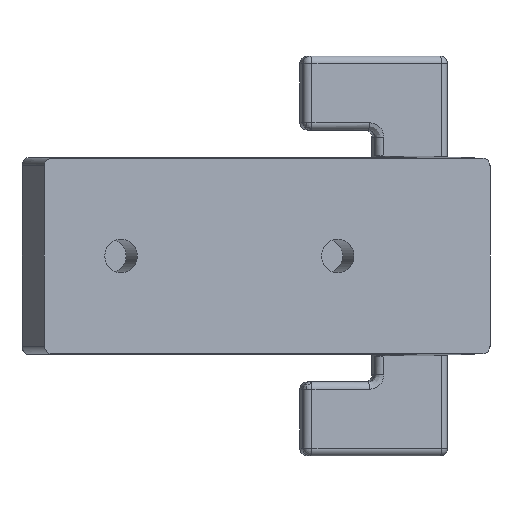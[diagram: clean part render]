
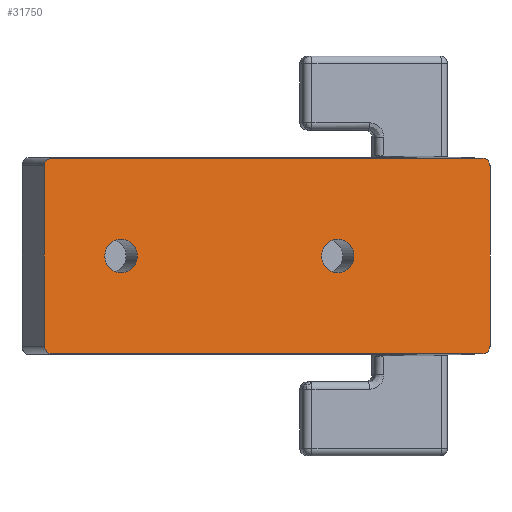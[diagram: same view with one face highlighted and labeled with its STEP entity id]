
A CAD part, front view. The second image highlights one B-rep face of the part: STEP entity #31750.
In plain terms, the highlighted face is planar.
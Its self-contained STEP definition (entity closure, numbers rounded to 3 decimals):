
#3260=CARTESIAN_POINT('',(168.296,240.194,
-56.248));
#3270=VERTEX_POINT('',#3260);
#3350=CARTESIAN_POINT('',(148.896,240.194,
-56.248));
#3360=VERTEX_POINT('',#3350);
#3390=CARTESIAN_POINT('',(148.846,240.194,
-56.248));
#3400=DIRECTION('',(-1.,0.,0.));
#3410=VECTOR('',#3400,1.);
#3420=LINE('',#3390,#3410);
#3430=EDGE_CURVE('',#3270,#3360,#3420,.T.);
#8790=CARTESIAN_POINT('',(148.096,240.994,
-56.248));
#8800=VERTEX_POINT('',#8790);
#8830=CARTESIAN_POINT('',(148.896,240.994,
-56.248));
#8840=DIRECTION('',(0.,0.,1.));
#8850=DIRECTION('',(0.707,0.707,
0.));
#8860=AXIS2_PLACEMENT_3D('',#8830,#8840,#8850);
#8870=ELLIPSE('',#8860,0.8,0.8);
#8880=EDGE_CURVE('',#8800,#3360,#8870,.T.);
#12530=CARTESIAN_POINT('',(169.096,288.748,
-56.248));
#12540=VERTEX_POINT('',#12530);
#12570=CARTESIAN_POINT('',(168.296,288.748,
-56.248));
#12580=DIRECTION('',(0.,0.,1.));
#12590=DIRECTION('',(0.447,0.894,
0.));
#12600=AXIS2_PLACEMENT_3D('',#12570,#12580,#12590);
#12610=ELLIPSE('',#12600,0.8,0.8);
#12620=CARTESIAN_POINT('',(168.296,289.548,
-56.248));
#12630=VERTEX_POINT('',#12620);
#12640=EDGE_CURVE('',#12540,#12630,#12610,.T.);
#12890=CARTESIAN_POINT('',(148.846,289.548,
-56.248));
#12900=DIRECTION('',(-1.,0.,0.));
#12910=VECTOR('',#12900,1.);
#12920=LINE('',#12890,#12910);
#12930=CARTESIAN_POINT('',(148.896,289.548,
-56.248));
#12940=VERTEX_POINT('',#12930);
#12950=EDGE_CURVE('',#12630,#12940,#12920,.T.);
#18110=CARTESIAN_POINT('',(148.896,288.748,
-56.248));
#18120=DIRECTION('',(0.,0.,1.));
#18130=DIRECTION('',(-0.447,0.894,
0.));
#18140=AXIS2_PLACEMENT_3D('',#18110,#18120,#18130);
#18150=ELLIPSE('',#18140,0.8,0.8);
#18160=CARTESIAN_POINT('',(148.096,288.748,
-56.248));
#18170=VERTEX_POINT('',#18160);
#18180=EDGE_CURVE('',#12940,#18170,#18150,.T.);
#27500=CARTESIAN_POINT('',(168.296,240.994,
-56.248));
#27510=DIRECTION('',(0.,0.,-1.));
#27520=DIRECTION('',(-0.707,0.707,
0.));
#27530=AXIS2_PLACEMENT_3D('',#27500,#27510,#27520);
#27540=ELLIPSE('',#27530,0.8,0.8);
#27550=CARTESIAN_POINT('',(169.096,240.994,
-56.248));
#27560=VERTEX_POINT('',#27550);
#27570=EDGE_CURVE('',#27560,#3270,#27540,.T.);
#28920=CARTESIAN_POINT('',(156.796,281.058,
-56.248));
#28930=VERTEX_POINT('',#28920);
#28960=CARTESIAN_POINT('',(158.596,281.058,
-56.248));
#28970=DIRECTION('',(-0.,-0.,-1.));
#28980=DIRECTION('',(1.,0.,0.));
#28990=AXIS2_PLACEMENT_3D('',#28960,#28970,#28980);
#29000=CIRCLE('',#28990,1.8);
#29010=CARTESIAN_POINT('',(160.396,281.058,
-56.248));
#29020=VERTEX_POINT('',#29010);
#29030=EDGE_CURVE('',#28930,#29020,#29000,.T.);
#29450=CARTESIAN_POINT('',(156.796,257.058,
-56.248));
#29460=VERTEX_POINT('',#29450);
#29490=CARTESIAN_POINT('',(158.596,257.058,
-56.248));
#29500=DIRECTION('',(0.,0.,1.));
#29510=DIRECTION('',(-1.,0.,0.));
#29520=AXIS2_PLACEMENT_3D('',#29490,#29500,#29510);
#29530=CIRCLE('',#29520,1.8);
#29540=CARTESIAN_POINT('',(160.396,257.058,
-56.248));
#29550=VERTEX_POINT('',#29540);
#29560=EDGE_CURVE('',#29550,#29460,#29530,.T.);
#29750=EDGE_CURVE('',#29460,#29550,#29530,.T.);
#29860=EDGE_CURVE('',#29020,#28930,#29000,.T.);
#30060=CARTESIAN_POINT('',(169.096,294.494,
-56.248));
#30070=DIRECTION('',(0.,-1.,0.));
#30080=VECTOR('',#30070,1.);
#30090=LINE('',#30060,#30080);
#30100=EDGE_CURVE('',#12540,#27560,#30090,.T.);
#31370=CARTESIAN_POINT('',(148.096,294.494,
-56.248));
#31380=DIRECTION('',(0.,-1.,0.));
#31390=VECTOR('',#31380,1.);
#31400=LINE('',#31370,#31390);
#31410=EDGE_CURVE('',#18170,#8800,#31400,.T.);
#31520=CARTESIAN_POINT('',(148.846,241.194,
-56.248));
#31530=DIRECTION('',(0.,0.,1.));
#31540=DIRECTION('',(0.,1.,0.));
#31550=AXIS2_PLACEMENT_3D('',#31520,#31530,#31540);
#31560=PLANE('',#31550);
#31570=ORIENTED_EDGE('',*,*,#8880,.T.);
#31580=ORIENTED_EDGE('',*,*,#31410,.T.);
#31590=ORIENTED_EDGE('',*,*,#18180,.T.);
#31600=ORIENTED_EDGE('',*,*,#12950,.T.);
#31610=ORIENTED_EDGE('',*,*,#12640,.T.);
#31620=ORIENTED_EDGE('',*,*,#30100,.F.);
#31630=ORIENTED_EDGE('',*,*,#27570,.F.);
#31640=ORIENTED_EDGE('',*,*,#3430,.F.);
#31650=EDGE_LOOP('',(#31640,#31630,#31620,#31610,#31600,#31590,#31580,
#31570));
#31660=FACE_OUTER_BOUND('',#31650,.T.);
#31670=ORIENTED_EDGE('',*,*,#29860,.T.);
#31680=ORIENTED_EDGE('',*,*,#29030,.T.);
#31690=EDGE_LOOP('',(#31680,#31670));
#31700=FACE_BOUND('',#31690,.T.);
#31710=ORIENTED_EDGE('',*,*,#29750,.F.);
#31720=ORIENTED_EDGE('',*,*,#29560,.F.);
#31730=EDGE_LOOP('',(#31720,#31710));
#31740=FACE_BOUND('',#31730,.T.);
#31750=ADVANCED_FACE('',(#31660,#31700,#31740),#31560,.T.);
